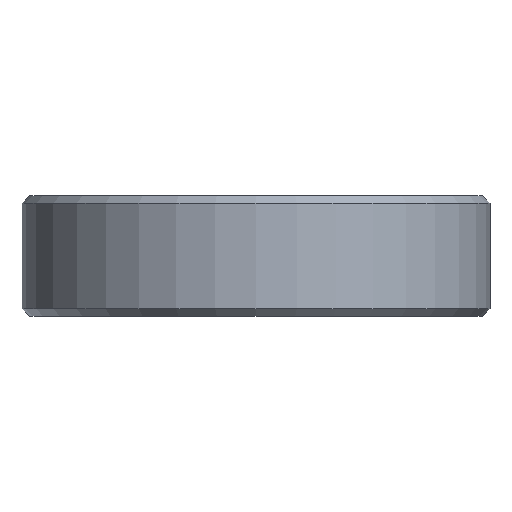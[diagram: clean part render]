
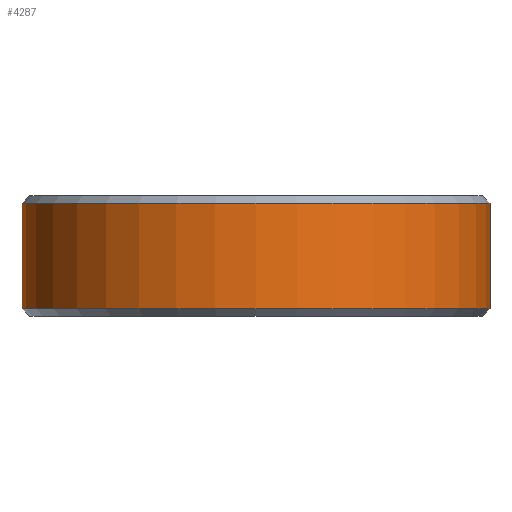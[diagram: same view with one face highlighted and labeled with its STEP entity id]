
A CAD part, front view. The second image highlights one B-rep face of the part: STEP entity #4287.
In plain terms, the highlighted cylindrical face has radius 31 mm (diameter 62 mm), a partial arc.
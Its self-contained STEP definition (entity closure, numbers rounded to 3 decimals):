
#23 = AXIS2_PLACEMENT_3D ( 'NONE', #5806, #225, #2949 ) ;
#225 = DIRECTION ( 'NONE',  ( 0., 0., -1. ) ) ;
#466 = VECTOR ( 'NONE', #6484, 1000. ) ;
#793 = AXIS2_PLACEMENT_3D ( 'NONE', #6734, #6706, #1202 ) ;
#870 = CARTESIAN_POINT ( 'NONE',  ( 0., 0., 1. ) ) ;
#914 = VERTEX_POINT ( 'NONE', #5287 ) ;
#991 = ORIENTED_EDGE ( 'NONE', *, *, #2236, .F. ) ;
#1017 = ORIENTED_EDGE ( 'NONE', *, *, #1732, .F. ) ;
#1185 = VECTOR ( 'NONE', #4863, 1000. ) ;
#1202 = DIRECTION ( 'NONE',  ( -1., 0., 0. ) ) ;
#1498 = CARTESIAN_POINT ( 'NONE',  ( 31., 0., 0. ) ) ;
#1732 = EDGE_CURVE ( 'NONE', #4449, #6042, #5076, .T. ) ;
#1804 = EDGE_LOOP ( 'NONE', ( #1017, #5518, #2542, #991 ) ) ;
#1942 = LINE ( 'NONE', #4306, #1185 ) ;
#1973 = DIRECTION ( 'NONE',  ( 0., 0., -1. ) ) ;
#2236 = EDGE_CURVE ( 'NONE', #6042, #3445, #5991, .T. ) ;
#2542 = ORIENTED_EDGE ( 'NONE', *, *, #5297, .T. ) ;
#2949 = DIRECTION ( 'NONE',  ( -1., 0., 0. ) ) ;
#3445 = VERTEX_POINT ( 'NONE', #5642 ) ;
#3647 = DIRECTION ( 'NONE',  ( -1., 0., 0. ) ) ;
#3797 = CARTESIAN_POINT ( 'NONE',  ( 31., 0., 15. ) ) ;
#4287 = ADVANCED_FACE ( 'NONE', ( #6458 ), #6823, .T. ) ;
#4306 = CARTESIAN_POINT ( 'NONE',  ( -31., 0., 0. ) ) ;
#4449 = VERTEX_POINT ( 'NONE', #3797 ) ;
#4863 = DIRECTION ( 'NONE',  ( 0., 0., -1. ) ) ;
#4934 = CIRCLE ( 'NONE', #793, 31. ) ;
#5076 = LINE ( 'NONE', #1498, #466 ) ;
#5287 = CARTESIAN_POINT ( 'NONE',  ( -31., 0., 15. ) ) ;
#5297 = EDGE_CURVE ( 'NONE', #914, #3445, #1942, .T. ) ;
#5518 = ORIENTED_EDGE ( 'NONE', *, *, #6397, .T. ) ;
#5642 = CARTESIAN_POINT ( 'NONE',  ( -31., 0., 1. ) ) ;
#5806 = CARTESIAN_POINT ( 'NONE',  ( 0., 0., 0. ) ) ;
#5971 = CARTESIAN_POINT ( 'NONE',  ( 31., 0., 1. ) ) ;
#5991 = CIRCLE ( 'NONE', #6709, 31. ) ;
#6042 = VERTEX_POINT ( 'NONE', #5971 ) ;
#6397 = EDGE_CURVE ( 'NONE', #4449, #914, #4934, .T. ) ;
#6458 = FACE_OUTER_BOUND ( 'NONE', #1804, .T. ) ;
#6484 = DIRECTION ( 'NONE',  ( 0., 0., -1. ) ) ;
#6706 = DIRECTION ( 'NONE',  ( 0., 0., -1. ) ) ;
#6709 = AXIS2_PLACEMENT_3D ( 'NONE', #870, #1973, #3647 ) ;
#6734 = CARTESIAN_POINT ( 'NONE',  ( 0., 0., 15. ) ) ;
#6823 = CYLINDRICAL_SURFACE ( 'NONE', #23, 31. ) ;
